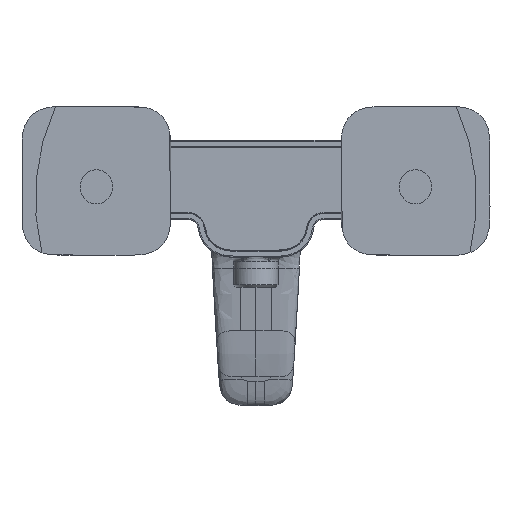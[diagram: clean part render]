
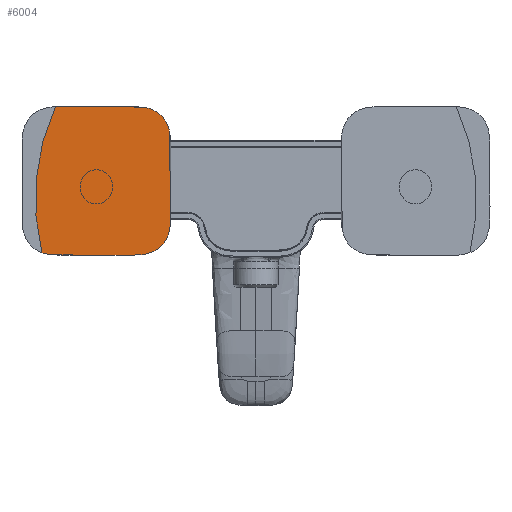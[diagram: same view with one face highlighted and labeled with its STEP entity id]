
A CAD part, left-side view. The second image highlights one B-rep face of the part: STEP entity #6004.
In plain terms, the highlighted planar face has unit normal (-1, 0, 0).
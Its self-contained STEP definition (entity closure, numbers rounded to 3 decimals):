
#1063=CIRCLE('',#6658,103.664);
#2724=ORIENTED_EDGE('',*,*,#3604,.T.);
#2725=ORIENTED_EDGE('',*,*,#3607,.T.);
#2726=ORIENTED_EDGE('',*,*,#3605,.T.);
#2727=ORIENTED_EDGE('',*,*,#3590,.T.);
#3590=EDGE_CURVE('',#4147,#4148,#4548,.T.);
#3604=EDGE_CURVE('',#4148,#4154,#4555,.T.);
#3605=EDGE_CURVE('',#4155,#4147,#4556,.T.);
#3607=EDGE_CURVE('',#4154,#4155,#1063,.T.);
#4147=VERTEX_POINT('',#18438);
#4148=VERTEX_POINT('',#18439);
#4154=VERTEX_POINT('',#19525);
#4155=VERTEX_POINT('',#19539);
#4548=B_SPLINE_CURVE_WITH_KNOTS('',3,(#18411,#18412,#18413,#18414,#18415,
#18416,#18417,#18418,#18419,#18420,#18421,#18422,#18423,#18424,#18425,#18426,
#18427,#18428,#18429,#18430,#18431,#18432,#18433,#18434,#18435,#18436,#18437),
 .UNSPECIFIED.,.F.,.F.,(4,1,1,1,1,1,1,1,1,1,1,1,1,1,1,1,1,1,1,1,1,1,1,1,
4),(0.,0.008,0.012,0.016,
0.02,0.024,0.031,0.035,
0.039,0.047,0.055,0.063,
0.067,0.071,0.075,0.079,
0.083,0.087,0.09,0.094,
0.098,0.102,0.11,0.118,
0.126),.UNSPECIFIED.);
#4555=B_SPLINE_CURVE_WITH_KNOTS('',3,(#19526,#19527,#19528,#19529),
 .UNSPECIFIED.,.F.,.F.,(4,4),(0.,0.004),
 .UNSPECIFIED.);
#4556=B_SPLINE_CURVE_WITH_KNOTS('',3,(#19530,#19531,#19532,#19533,#19534,
#19535,#19536,#19537,#19538),.UNSPECIFIED.,.F.,.F.,(4,1,1,1,1,1,4),(0.005,
0.01,0.015,0.02,0.025,
0.035,0.045),.UNSPECIFIED.);
#5028=EDGE_LOOP('',(#2724,#2725,#2726,#2727));
#5502=FACE_BOUND('',#5028,.T.);
#5609=PLANE('',#6659);
#6004=ADVANCED_FACE('',(#5502),#5609,.F.);
#6658=AXIS2_PLACEMENT_3D('',#19545,#7881,#7882);
#6659=AXIS2_PLACEMENT_3D('',#19546,#7883,#7884);
#7881=DIRECTION('',(-1.,0.,0.));
#7882=DIRECTION('',(0.,0.,-1.));
#7883=DIRECTION('',(1.,0.,0.));
#7884=DIRECTION('',(0.,0.,1.));
#18411=CARTESIAN_POINT('',(0.007,15.,70.));
#18412=CARTESIAN_POINT('',(0.007,17.631,70.));
#18413=CARTESIAN_POINT('',(0.007,21.585,69.976));
#18414=CARTESIAN_POINT('',(0.007,26.694,68.476));
#18415=CARTESIAN_POINT('',(0.007,30.095,66.367));
#18416=CARTESIAN_POINT('',(0.007,32.661,63.297));
#18417=CARTESIAN_POINT('',(0.007,34.725,58.365));
#18418=CARTESIAN_POINT('',(0.007,35.032,53.073));
#18419=CARTESIAN_POINT('',(0.007,34.994,47.789));
#18420=CARTESIAN_POINT('',(0.007,35.003,42.504));
#18421=CARTESIAN_POINT('',(0.007,34.999,35.899));
#18422=CARTESIAN_POINT('',(0.007,35.,27.97));
#18423=CARTESIAN_POINT('',(0.007,35.002,21.369));
#18424=CARTESIAN_POINT('',(0.007,34.997,16.074));
#18425=CARTESIAN_POINT('',(0.007,34.604,12.161));
#18426=CARTESIAN_POINT('',(0.007,33.483,8.319));
#18427=CARTESIAN_POINT('',(0.007,31.368,4.904));
#18428=CARTESIAN_POINT('',(0.007,28.296,2.338));
#18429=CARTESIAN_POINT('',(0.007,24.589,0.789));
#18430=CARTESIAN_POINT('',(0.007,20.683,0.11));
#18431=CARTESIAN_POINT('',(0.007,16.73,-0.02));
#18432=CARTESIAN_POINT('',(0.007,12.761,0.005));
#18433=CARTESIAN_POINT('',(0.007,7.474,-0.003));
#18434=CARTESIAN_POINT('',(0.007,0.863,0.001));
#18435=CARTESIAN_POINT('',(0.007,-7.068,0.));
#18436=CARTESIAN_POINT('',(0.007,-12.356,0.));
#18437=CARTESIAN_POINT('',(0.007,-15.,0.));
#18438=CARTESIAN_POINT('',(0.007,15.,70.));
#18439=CARTESIAN_POINT('',(0.007,-15.,0.));
#19525=CARTESIAN_POINT('',(0.007,-19.132,0.08));
#19526=CARTESIAN_POINT('',(0.007,-15.,0.));
#19527=CARTESIAN_POINT('',(0.007,-16.38,0.));
#19528=CARTESIAN_POINT('',(0.007,-17.759,0.002));
#19529=CARTESIAN_POINT('',(0.007,-19.132,0.08));
#19530=CARTESIAN_POINT('',(0.007,-25.543,68.746));
#19531=CARTESIAN_POINT('',(0.007,-23.939,69.322));
#19532=CARTESIAN_POINT('',(0.007,-20.63,69.954));
#19533=CARTESIAN_POINT('',(0.007,-15.524,70.012));
#19534=CARTESIAN_POINT('',(0.007,-10.441,69.997));
#19535=CARTESIAN_POINT('',(0.007,-3.655,70.002));
#19536=CARTESIAN_POINT('',(0.007,4.824,69.999));
#19537=CARTESIAN_POINT('',(0.007,11.608,70.));
#19538=CARTESIAN_POINT('',(0.007,15.,70.));
#19539=CARTESIAN_POINT('',(0.007,-25.543,68.746));
#19545=CARTESIAN_POINT('',(0.007,75.,43.5));
#19546=CARTESIAN_POINT('',(0.007,-28.664,43.5));
